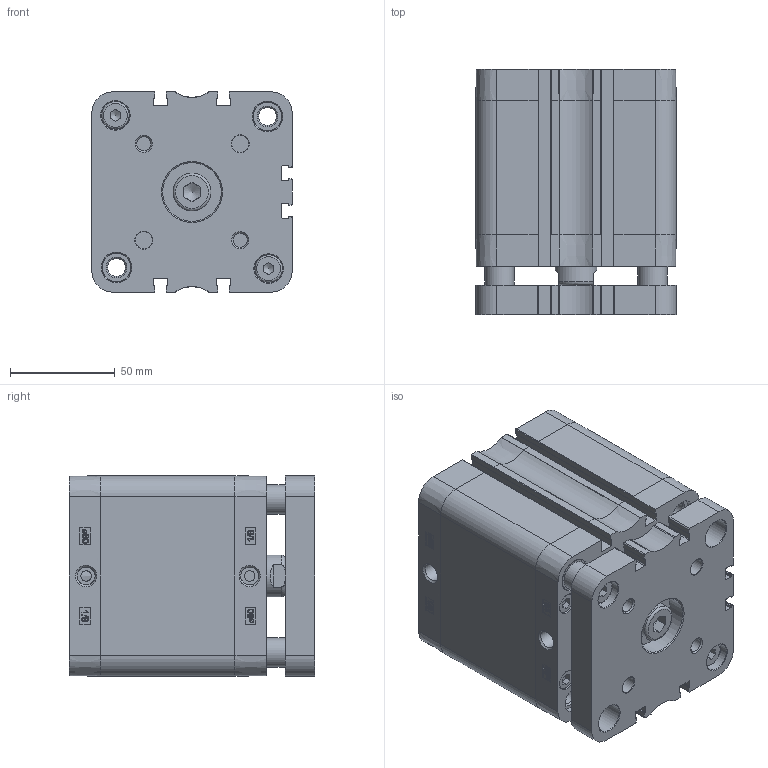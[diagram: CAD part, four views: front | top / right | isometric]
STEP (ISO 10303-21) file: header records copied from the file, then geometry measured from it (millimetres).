
FILE_DESCRIPTION((''),'2;1');
FILE_NAME('PDMA080.040.GS.F.stp','2013-05-21T12:11:29',('Administrator'),(''),'Autodesk Inventor 2012','Autodesk Inventor 2012','');
FILE_SCHEMA(('CONFIG_CONTROL_DESIGN'));
Length unit declared in the file: millimetre
Products named in the file (1): PDMA080.040.GS.F
Bounding box: 95.5 x 117 x 95.5 mm (x, y, z)
Volume: 512720.5 mm3; surface area: 156331.8 mm2
Topology: 1 solids, 7 shells, 1041 faces, 2555 edges, 1612 vertices
Faces by surface type: plane 442, cylinder 224, bspline 218, cone 73, torus 62, sphere 22
Full cylindrical faces by diameter (mm): 5 x2, 6.3 x4, 6.647 x2, 8 x4, 8.376 x6, 8.5 x2, 8.566 x2, 9.8 x8, 9.976 x4, 10.106 x1, 10.3 x8, 12 x2, 13 x2, 13.5 x8, 14 x6, 16 x2, 16.4 x1, 18 x1, 20 x1, 20.5 x1, 28 x1, 80 x1, 83.5 x1, 83.7 x1
Entity records: 34130 total; most frequent: CARTESIAN_POINT 10504, ORIENTED_EDGE 4748, DIRECTION 4141, EDGE_CURVE 2374, VERTEX_POINT 1582, AXIS2_PLACEMENT_3D 1453, EDGE_LOOP 1299, VECTOR 1235
